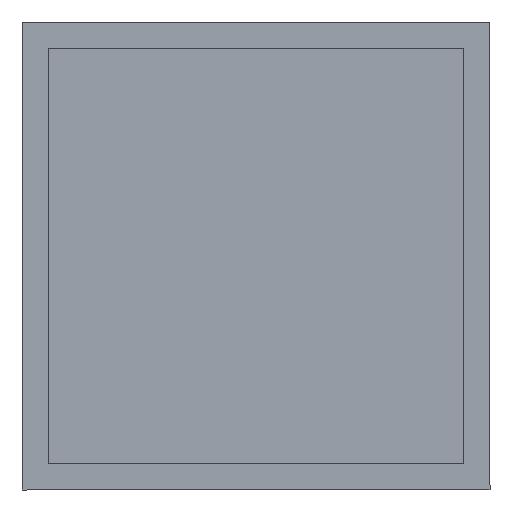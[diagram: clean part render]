
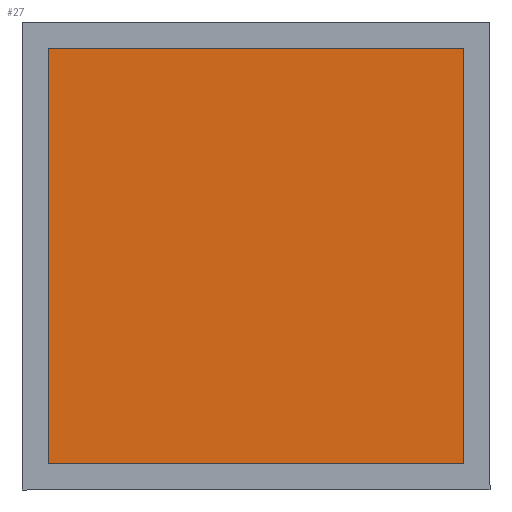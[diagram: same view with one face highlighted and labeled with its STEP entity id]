
A CAD part, front view. The second image highlights one B-rep face of the part: STEP entity #27.
In plain terms, the highlighted planar face has unit normal (0, -1, 0).
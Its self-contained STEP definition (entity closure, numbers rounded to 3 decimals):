
#15 = DIRECTION ( 'NONE',  ( 0., -1., 0. ) ) ;
#27 = ADVANCED_FACE ( 'NONE', ( #599 ), #340, .T. ) ;
#64 = EDGE_CURVE ( 'NONE', #326, #207, #795, .T. ) ;
#70 = EDGE_CURVE ( 'NONE', #596, #826, #409, .T. ) ;
#119 = AXIS2_PLACEMENT_3D ( 'NONE', #603, #15, #725 ) ;
#147 = VECTOR ( 'NONE', #256, 1000. ) ;
#148 = DIRECTION ( 'NONE',  ( 0., 0., -1. ) ) ;
#150 = DIRECTION ( 'NONE',  ( 0., 0., 1. ) ) ;
#158 = ORIENTED_EDGE ( 'NONE', *, *, #400, .F. ) ;
#162 = CARTESIAN_POINT ( 'NONE',  ( 6.704, -5.694, 20. ) ) ;
#166 = ORIENTED_EDGE ( 'NONE', *, *, #70, .F. ) ;
#207 = VERTEX_POINT ( 'NONE', #305 ) ;
#214 = CARTESIAN_POINT ( 'NONE',  ( 46.704, -5.694, -20. ) ) ;
#246 = ORIENTED_EDGE ( 'NONE', *, *, #488, .F. ) ;
#250 = CARTESIAN_POINT ( 'NONE',  ( 6.704, -5.694, 20. ) ) ;
#256 = DIRECTION ( 'NONE',  ( -1., 0., 0. ) ) ;
#305 = CARTESIAN_POINT ( 'NONE',  ( 46.704, -5.694, -20. ) ) ;
#326 = VERTEX_POINT ( 'NONE', #434 ) ;
#340 = PLANE ( 'NONE',  #119 ) ;
#365 = LINE ( 'NONE', #162, #555 ) ;
#400 = EDGE_CURVE ( 'NONE', #207, #596, #454, .T. ) ;
#409 = LINE ( 'NONE', #671, #644 ) ;
#434 = CARTESIAN_POINT ( 'NONE',  ( 46.704, -5.694, 20. ) ) ;
#454 = LINE ( 'NONE', #584, #147 ) ;
#456 = CARTESIAN_POINT ( 'NONE',  ( 6.704, -5.694, -20. ) ) ;
#459 = VECTOR ( 'NONE', #148, 1000. ) ;
#488 = EDGE_CURVE ( 'NONE', #826, #326, #365, .T. ) ;
#555 = VECTOR ( 'NONE', #629, 1000. ) ;
#584 = CARTESIAN_POINT ( 'NONE',  ( 6.704, -5.694, -20. ) ) ;
#589 = EDGE_LOOP ( 'NONE', ( #166, #158, #762, #246 ) ) ;
#596 = VERTEX_POINT ( 'NONE', #456 ) ;
#599 = FACE_OUTER_BOUND ( 'NONE', #589, .T. ) ;
#603 = CARTESIAN_POINT ( 'NONE',  ( 46.704, -5.694, -18.25 ) ) ;
#629 = DIRECTION ( 'NONE',  ( 1., 0., 0. ) ) ;
#644 = VECTOR ( 'NONE', #150, 1000. ) ;
#671 = CARTESIAN_POINT ( 'NONE',  ( 6.704, -5.694, -20. ) ) ;
#725 = DIRECTION ( 'NONE',  ( 0., 0., -1. ) ) ;
#762 = ORIENTED_EDGE ( 'NONE', *, *, #64, .F. ) ;
#795 = LINE ( 'NONE', #214, #459 ) ;
#826 = VERTEX_POINT ( 'NONE', #250 ) ;
